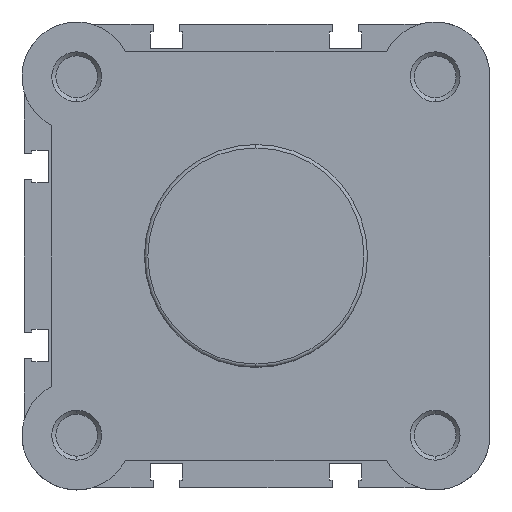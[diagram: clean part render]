
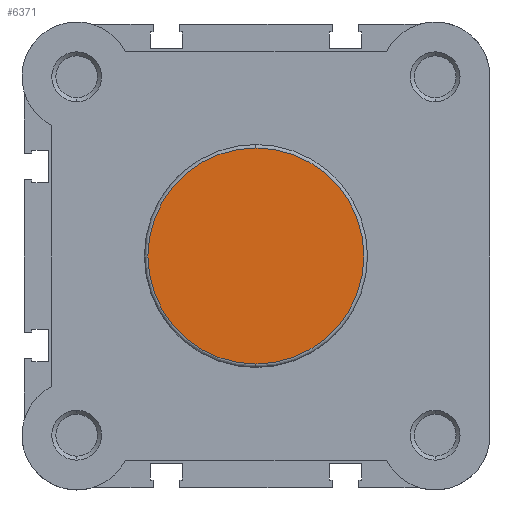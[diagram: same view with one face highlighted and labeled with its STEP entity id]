
A CAD part, left-side view. The second image highlights one B-rep face of the part: STEP entity #6371.
In plain terms, the highlighted planar face has unit normal (-1, 0, 0).
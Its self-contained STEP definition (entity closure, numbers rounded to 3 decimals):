
#573 = EDGE_CURVE ( 'NONE', #3515, #3524, #2674, .T. ) ;
#634 = ORIENTED_EDGE ( 'NONE', *, *, #573, .T. ) ;
#694 = ORIENTED_EDGE ( 'NONE', *, *, #1558, .T. ) ;
#1558 = EDGE_CURVE ( 'NONE', #3524, #3515, #2782, .T. ) ;
#1968 = AXIS2_PLACEMENT_3D ( 'NONE', #3865, #3866, #3867 ) ;
#2014 = AXIS2_PLACEMENT_3D ( 'NONE', #4053, #4060, #4061 ) ;
#2252 = AXIS2_PLACEMENT_3D ( 'NONE', #5771, #5777, #5778 ) ;
#2435 = EDGE_LOOP ( 'NONE', ( #694, #634 ) ) ;
#2674 = CIRCLE ( 'NONE', #1968, 21.7 ) ;
#2782 = CIRCLE ( 'NONE', #2014, 21.7 ) ;
#3515 = VERTEX_POINT ( 'NONE', #5070 ) ;
#3524 = VERTEX_POINT ( 'NONE', #5086 ) ;
#3865 = CARTESIAN_POINT ( 'NONE',  ( 0., 0., 0. ) ) ;
#3866 = DIRECTION ( 'NONE',  ( -1., 0., 0. ) ) ;
#3867 = DIRECTION ( 'NONE',  ( 0., 0., -1. ) ) ;
#4053 = CARTESIAN_POINT ( 'NONE',  ( 0., 0., 0. ) ) ;
#4060 = DIRECTION ( 'NONE',  ( -1., 0., 0. ) ) ;
#4061 = DIRECTION ( 'NONE',  ( 0., 0., -1. ) ) ;
#5070 = CARTESIAN_POINT ( 'NONE',  ( 0., 0., 21.7 ) ) ;
#5086 = CARTESIAN_POINT ( 'NONE',  ( 0., 0., -21.7 ) ) ;
#5768 = PLANE ( 'NONE',  #2252 ) ;
#5771 = CARTESIAN_POINT ( 'NONE',  ( 0., 22.4, 0. ) ) ;
#5777 = DIRECTION ( 'NONE',  ( 1., 0., 0. ) ) ;
#5778 = DIRECTION ( 'NONE',  ( 0., 0., -1. ) ) ;
#5945 = FACE_OUTER_BOUND ( 'NONE', #2435, .T. ) ;
#6371 = ADVANCED_FACE ( 'NONE', ( #5945 ), #5768, .F. ) ;
